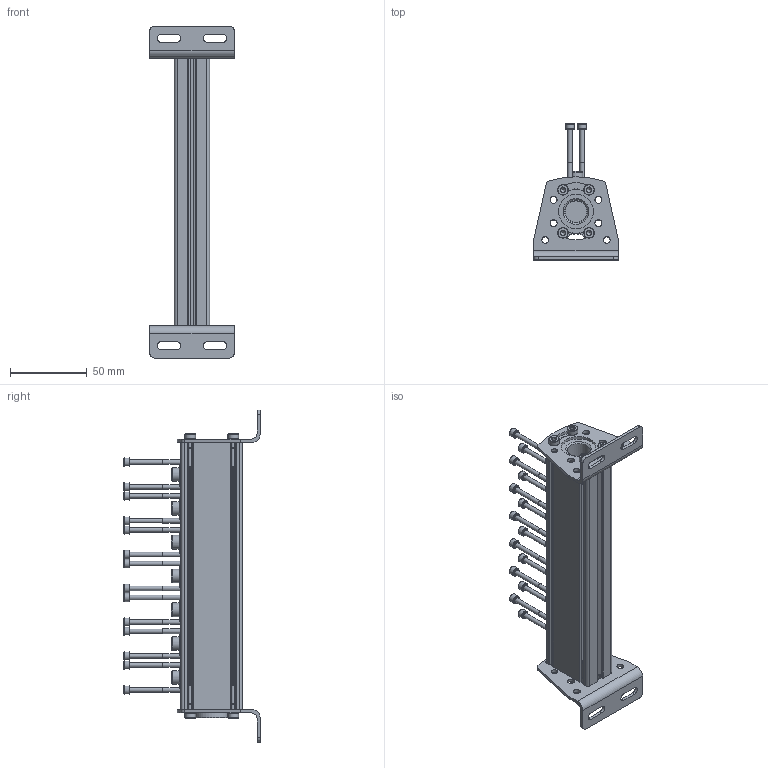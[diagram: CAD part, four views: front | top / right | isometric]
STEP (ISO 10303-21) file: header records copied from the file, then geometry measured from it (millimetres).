
FILE_DESCRIPTION(/* description */ ('STEP AP214'),/* implementation_level */ '2;1');
FILE_NAME(/* name */ '576368_VABM-B10-20-G38-7-P53',/* time_stamp */ '2024-09-15T21:19:03+02:00',/* author */ ('License CC BY-ND 4.0'),/* organization */ ('CADENAS'),/* preprocessor_version */ 'ST-DEVELOPER v19.3',/* originating_system */ 'PARTsolutions',/* authorisation */ ' ');
FILE_SCHEMA (('AUTOMOTIVE_DESIGN {1 0 10303 214 3 1 1}'));
Length unit declared in the file: millimetre
Products named in the file (7): 576368 VABM-B10-20-G38-7-P53; 576368 VABM-B10-20-G38-7-P53---(M); 1354302 VUVS-G18---(S); 2833702 F-M3x40-10.9; 3570 B-3/8---(Plug); 1457621 VAME-B10-20-A---(V); 3041592 F-M4x18/12
Assembly tree (33 placements, depth 2):
  576368 VABM-B10-20-G38-7-P53
    576368 VABM-B10-20-G38-7-P53---(M)
    1354302 VUVS-G18---(S)  x7
    2833702 F-M3x40-10.9  x14
    3570 B-3/8---(Plug)
    1457621 VAME-B10-20-A---(V)  x2
    3041592 F-M4x18/12  x8
Bounding box: 55 x 88.6 x 216 mm (x, y, z)
Volume: 133128.4 mm3; surface area: 72329.1 mm2
Topology: 33 solids, 33 shells, 1078 faces, 2579 edges, 1620 vertices
Faces by surface type: plane 547, cylinder 320, cone 158, torus 53
Full cylindrical faces by diameter (mm): 2.459 x14, 2.92 x14, 3 x14, 3.242 x1, 3.45 x8, 4 x8, 4.5 x12, 5 x1, 5.5 x14, 6 x14, 7 x8, 8.9 x7, 10.8 x7, 14.3 x1, 14.95 x2, 15 x7, 16.662 x1, 19.8 x1, 22 x2, 22.5 x2
Entity records: 9158 total; most frequent: CARTESIAN_POINT 1670, DIRECTION 1600, ORIENTED_EDGE 1292, EDGE_CURVE 646, AXIS2_PLACEMENT_3D 640, VERTEX_POINT 487, FACE_BOUND 479, EDGE_LOOP 462
